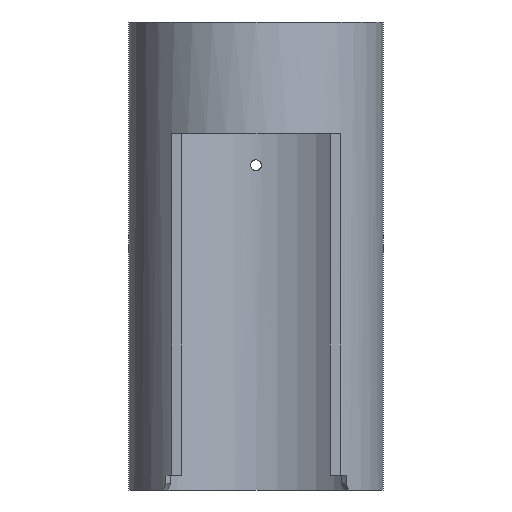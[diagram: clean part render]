
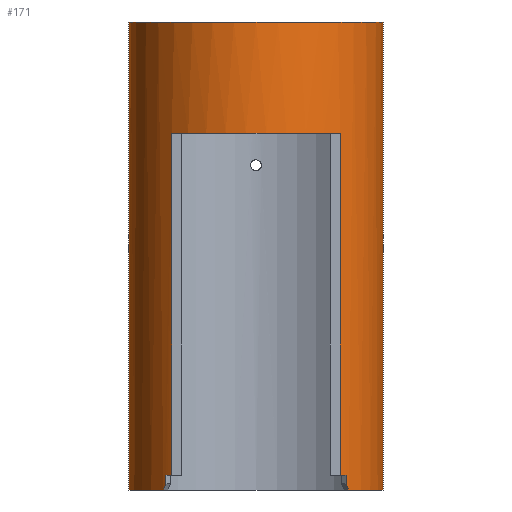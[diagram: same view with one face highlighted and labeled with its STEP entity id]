
A CAD part, front view. The second image highlights one B-rep face of the part: STEP entity #171.
In plain terms, the highlighted cylindrical face has radius 40 mm (diameter 80 mm), a partial arc.
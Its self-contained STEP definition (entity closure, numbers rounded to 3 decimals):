
#5 = ORIENTED_EDGE ( 'NONE', *, *, #718, .F. ) ;
#31 = CARTESIAN_POINT ( 'NONE',  ( -28.284, -28.284, -260.137 ) ) ;
#36 = VECTOR ( 'NONE', #568, 1000. ) ;
#50 = EDGE_CURVE ( 'NONE', #173, #428, #410, .T. ) ;
#52 = CARTESIAN_POINT ( 'NONE',  ( 0., 0., -142.4 ) ) ;
#57 = CARTESIAN_POINT ( 'NONE',  ( 28.284, -28.284, -142.4 ) ) ;
#58 = CARTESIAN_POINT ( 'NONE',  ( -40., 0., 0. ) ) ;
#68 = CARTESIAN_POINT ( 'NONE',  ( 28.284, -28.284, -145. ) ) ;
#69 = LINE ( 'NONE', #123, #268 ) ;
#72 = CARTESIAN_POINT ( 'NONE',  ( 28.556, -28.012, -145.667 ) ) ;
#85 = FACE_OUTER_BOUND ( 'NONE', #470, .T. ) ;
#94 = CARTESIAN_POINT ( 'NONE',  ( 26.458, -30., -142.4 ) ) ;
#97 = DIRECTION ( 'NONE',  ( 1., 0., 0. ) ) ;
#106 =( BOUNDED_CURVE ( )  B_SPLINE_CURVE ( 3, ( #556, #303, #720, #415 ),
 .UNSPECIFIED., .F., .F. ) 
 B_SPLINE_CURVE_WITH_KNOTS ( ( 4, 4 ),
 ( 4.684, 4.712 ),
 .UNSPECIFIED. ) 
 CURVE ( )  GEOMETRIC_REPRESENTATION_ITEM ( )  RATIONAL_B_SPLINE_CURVE ( ( 1., 1., 1., 1. ) ) 
 REPRESENTATION_ITEM ( '' )  );
#109 = EDGE_CURVE ( 'NONE', #338, #262, #677, .T. ) ;
#112 = ORIENTED_EDGE ( 'NONE', *, *, #295, .T. ) ;
#123 = CARTESIAN_POINT ( 'NONE',  ( 28.284, -28.284, -260.137 ) ) ;
#130 = DIRECTION ( 'NONE',  ( 0., 0., 1. ) ) ;
#137 = CARTESIAN_POINT ( 'NONE',  ( 0., 0., 0. ) ) ;
#143 = ORIENTED_EDGE ( 'NONE', *, *, #229, .T. ) ;
#153 = LINE ( 'NONE', #727, #489 ) ;
#155 = AXIS2_PLACEMENT_3D ( 'NONE', #52, #766, #282 ) ;
#160 = DIRECTION ( 'NONE',  ( 1., 0., 0. ) ) ;
#171 = ADVANCED_FACE ( 'NONE', ( #85 ), #326, .T. ) ;
#172 = DIRECTION ( 'NONE',  ( 1., 0., 0. ) ) ;
#173 = VERTEX_POINT ( 'NONE', #507 ) ;
#174 = AXIS2_PLACEMENT_3D ( 'NONE', #401, #354, #175 ) ;
#175 = DIRECTION ( 'NONE',  ( 1., 0., 0. ) ) ;
#189 = VERTEX_POINT ( 'NONE', #94 ) ;
#201 = ORIENTED_EDGE ( 'NONE', *, *, #50, .F. ) ;
#211 = VERTEX_POINT ( 'NONE', #384 ) ;
#225 = DIRECTION ( 'NONE',  ( 0., 0., -1. ) ) ;
#226 = DIRECTION ( 'NONE',  ( 0., 0., 1. ) ) ;
#229 = EDGE_CURVE ( 'NONE', #518, #578, #356, .T. ) ;
#231 = CARTESIAN_POINT ( 'NONE',  ( -26.458, -30., -260.137 ) ) ;
#244 = CIRCLE ( 'NONE', #174, 40. ) ;
#254 = EDGE_CURVE ( 'NONE', #689, #189, #244, .T. ) ;
#262 = VERTEX_POINT ( 'NONE', #58 ) ;
#268 = VECTOR ( 'NONE', #345, 1000. ) ;
#282 = DIRECTION ( 'NONE',  ( -1., 0., 0. ) ) ;
#283 = CARTESIAN_POINT ( 'NONE',  ( -28.284, -28.284, -142.4 ) ) ;
#295 = EDGE_CURVE ( 'NONE', #399, #494, #153, .T. ) ;
#296 = ORIENTED_EDGE ( 'NONE', *, *, #488, .F. ) ;
#303 = CARTESIAN_POINT ( 'NONE',  ( -28.825, -27.736, -146.333 ) ) ;
#318 =( BOUNDED_CURVE ( )  B_SPLINE_CURVE ( 3, ( #68, #72, #479, #541 ),
 .UNSPECIFIED., .F., .F. ) 
 B_SPLINE_CURVE_WITH_KNOTS ( ( 4, 4 ),
 ( 1.571, 1.6 ),
 .UNSPECIFIED. ) 
 CURVE ( )  GEOMETRIC_REPRESENTATION_ITEM ( )  RATIONAL_B_SPLINE_CURVE ( ( 1., 1., 1., 1. ) ) 
 REPRESENTATION_ITEM ( '' )  );
#320 = CARTESIAN_POINT ( 'NONE',  ( 26.458, -30., -260.137 ) ) ;
#324 = EDGE_CURVE ( 'NONE', #698, #544, #318, .T. ) ;
#326 = CYLINDRICAL_SURFACE ( 'NONE', #710, 40. ) ;
#329 = CARTESIAN_POINT ( 'NONE',  ( -26.458, -30., -35. ) ) ;
#338 = VERTEX_POINT ( 'NONE', #484 ) ;
#339 = CARTESIAN_POINT ( 'NONE',  ( 29.089, -27.456, -147. ) ) ;
#345 = DIRECTION ( 'NONE',  ( 0., 0., -1. ) ) ;
#354 = DIRECTION ( 'NONE',  ( 0., 0., -1. ) ) ;
#356 = CIRCLE ( 'NONE', #155, 40. ) ;
#358 = AXIS2_PLACEMENT_3D ( 'NONE', #137, #226, #714 ) ;
#362 = EDGE_CURVE ( 'NONE', #211, #526, #106, .T. ) ;
#382 = DIRECTION ( 'NONE',  ( 0., 0., -1. ) ) ;
#384 = CARTESIAN_POINT ( 'NONE',  ( -29.089, -27.456, -147. ) ) ;
#387 = EDGE_CURVE ( 'NONE', #262, #494, #608, .T. ) ;
#396 = CARTESIAN_POINT ( 'NONE',  ( -26.458, -30., -142.4 ) ) ;
#399 = VERTEX_POINT ( 'NONE', #449 ) ;
#400 = EDGE_CURVE ( 'NONE', #526, #518, #499, .T. ) ;
#401 = CARTESIAN_POINT ( 'NONE',  ( 0., 0., -142.4 ) ) ;
#402 = DIRECTION ( 'NONE',  ( 0., 0., -1. ) ) ;
#404 = DIRECTION ( 'NONE',  ( 1., 0., 0. ) ) ;
#407 = CIRCLE ( 'NONE', #735, 40. ) ;
#410 = CIRCLE ( 'NONE', #740, 40. ) ;
#415 = CARTESIAN_POINT ( 'NONE',  ( -28.284, -28.284, -145. ) ) ;
#428 = VERTEX_POINT ( 'NONE', #329 ) ;
#431 = EDGE_CURVE ( 'NONE', #189, #173, #628, .T. ) ;
#433 = VECTOR ( 'NONE', #563, 1000. ) ;
#449 = CARTESIAN_POINT ( 'NONE',  ( 40., 0., -147. ) ) ;
#455 = CIRCLE ( 'NONE', #715, 40. ) ;
#461 = ORIENTED_EDGE ( 'NONE', *, *, #324, .T. ) ;
#470 = EDGE_LOOP ( 'NONE', ( #636, #477, #478, #749, #143, #5, #201, #586, #604, #492, #461, #296, #112, #570 ) ) ;
#477 = ORIENTED_EDGE ( 'NONE', *, *, #637, .F. ) ;
#478 = ORIENTED_EDGE ( 'NONE', *, *, #362, .T. ) ;
#479 = CARTESIAN_POINT ( 'NONE',  ( 28.825, -27.736, -146.333 ) ) ;
#480 = CARTESIAN_POINT ( 'NONE',  ( 28.284, -28.284, -145. ) ) ;
#484 = CARTESIAN_POINT ( 'NONE',  ( -40., 0., -147. ) ) ;
#488 = EDGE_CURVE ( 'NONE', #399, #544, #455, .T. ) ;
#489 = VECTOR ( 'NONE', #130, 1000. ) ;
#492 = ORIENTED_EDGE ( 'NONE', *, *, #519, .T. ) ;
#494 = VERTEX_POINT ( 'NONE', #690 ) ;
#499 = LINE ( 'NONE', #31, #433 ) ;
#507 = CARTESIAN_POINT ( 'NONE',  ( 26.458, -30., -35. ) ) ;
#518 = VERTEX_POINT ( 'NONE', #283 ) ;
#519 = EDGE_CURVE ( 'NONE', #689, #698, #69, .T. ) ;
#526 = VERTEX_POINT ( 'NONE', #648 ) ;
#537 = CARTESIAN_POINT ( 'NONE',  ( 0., 0., -147. ) ) ;
#541 = CARTESIAN_POINT ( 'NONE',  ( 29.089, -27.456, -147. ) ) ;
#544 = VERTEX_POINT ( 'NONE', #339 ) ;
#545 = DIRECTION ( 'NONE',  ( 0., 0., -1. ) ) ;
#556 = CARTESIAN_POINT ( 'NONE',  ( -29.089, -27.456, -147. ) ) ;
#561 = VECTOR ( 'NONE', #693, 1000. ) ;
#563 = DIRECTION ( 'NONE',  ( 0., 0., 1. ) ) ;
#568 = DIRECTION ( 'NONE',  ( 0., 0., 1. ) ) ;
#570 = ORIENTED_EDGE ( 'NONE', *, *, #387, .F. ) ;
#578 = VERTEX_POINT ( 'NONE', #396 ) ;
#586 = ORIENTED_EDGE ( 'NONE', *, *, #431, .F. ) ;
#591 = LINE ( 'NONE', #231, #674 ) ;
#604 = ORIENTED_EDGE ( 'NONE', *, *, #254, .F. ) ;
#608 = CIRCLE ( 'NONE', #358, 40. ) ;
#628 = LINE ( 'NONE', #320, #561 ) ;
#636 = ORIENTED_EDGE ( 'NONE', *, *, #109, .F. ) ;
#637 = EDGE_CURVE ( 'NONE', #211, #338, #407, .T. ) ;
#648 = CARTESIAN_POINT ( 'NONE',  ( -28.284, -28.284, -145. ) ) ;
#651 = CARTESIAN_POINT ( 'NONE',  ( 0., 0., -147. ) ) ;
#674 = VECTOR ( 'NONE', #545, 1000. ) ;
#677 = LINE ( 'NONE', #685, #36 ) ;
#683 = DIRECTION ( 'NONE',  ( 0., 0., 1. ) ) ;
#685 = CARTESIAN_POINT ( 'NONE',  ( -40., 0., -260.137 ) ) ;
#689 = VERTEX_POINT ( 'NONE', #57 ) ;
#690 = CARTESIAN_POINT ( 'NONE',  ( 40., 0., 0. ) ) ;
#691 = CARTESIAN_POINT ( 'NONE',  ( 0., 0., -260.137 ) ) ;
#693 = DIRECTION ( 'NONE',  ( 0., 0., 1. ) ) ;
#698 = VERTEX_POINT ( 'NONE', #480 ) ;
#710 = AXIS2_PLACEMENT_3D ( 'NONE', #691, #683, #160 ) ;
#714 = DIRECTION ( 'NONE',  ( 1., 0., 0. ) ) ;
#715 = AXIS2_PLACEMENT_3D ( 'NONE', #537, #402, #172 ) ;
#718 = EDGE_CURVE ( 'NONE', #428, #578, #591, .T. ) ;
#720 = CARTESIAN_POINT ( 'NONE',  ( -28.556, -28.012, -145.667 ) ) ;
#727 = CARTESIAN_POINT ( 'NONE',  ( 40., 0., -260.137 ) ) ;
#735 = AXIS2_PLACEMENT_3D ( 'NONE', #651, #225, #404 ) ;
#740 = AXIS2_PLACEMENT_3D ( 'NONE', #743, #382, #97 ) ;
#743 = CARTESIAN_POINT ( 'NONE',  ( 0., 0., -35. ) ) ;
#749 = ORIENTED_EDGE ( 'NONE', *, *, #400, .T. ) ;
#766 = DIRECTION ( 'NONE',  ( 0., 0., 1. ) ) ;
